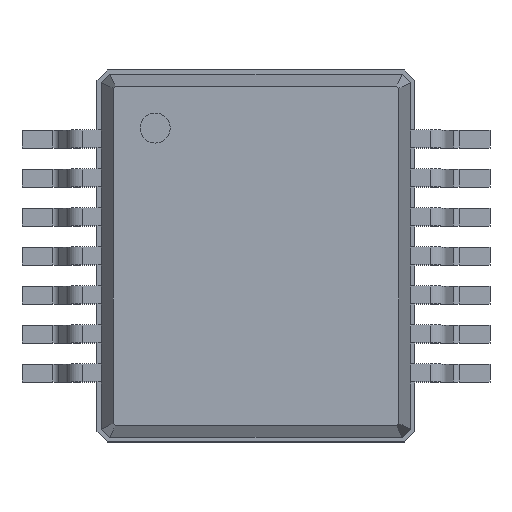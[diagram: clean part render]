
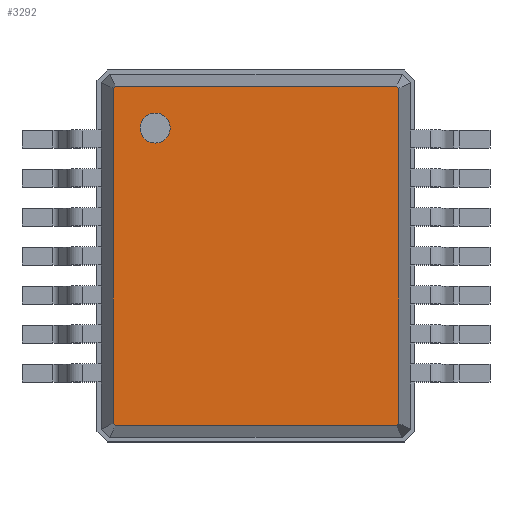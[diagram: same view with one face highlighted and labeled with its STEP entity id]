
A CAD part, top view. The second image highlights one B-rep face of the part: STEP entity #3292.
In plain terms, the highlighted planar face has unit normal (0, 0, 1).
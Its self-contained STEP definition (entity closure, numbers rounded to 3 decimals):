
#27=VECTOR('',#28,1.);
#28=DIRECTION('',(1.,0.,0.));
#51=VECTOR('',#52,1.);
#52=DIRECTION('',(0.707,-0.707,0.));
#58=VECTOR('',#59,1.);
#59=DIRECTION('',(0.,-1.,0.));
#65=VECTOR('',#66,1.);
#66=DIRECTION('',(-0.707,-0.707,0.));
#72=VECTOR('',#73,1.);
#73=DIRECTION('',(-1.,0.,0.));
#79=VECTOR('',#80,1.);
#80=DIRECTION('',(-0.707,0.707,0.));
#86=VECTOR('',#87,1.);
#87=DIRECTION('',(0.,1.,0.));
#91=VECTOR('',#92,1.);
#92=DIRECTION('',(0.707,0.707,0.));
#1040=DIRECTION('',(0.,0.,-1.));
#1099=VERTEX_POINT('',#1100);
#1100=CARTESIAN_POINT('',(-2.381,2.79,2.1));
#1103=EDGE_CURVE('',#1104,#1099,#1106,.T.);
#1104=VERTEX_POINT('',#1105);
#1105=CARTESIAN_POINT('',(-2.381,-2.79,2.1));
#1106=LINE('',#1105,#86);
#1117=VERTEX_POINT('',#1118);
#1118=CARTESIAN_POINT('',(-2.34,2.831,2.1));
#1121=EDGE_CURVE('',#1099,#1117,#1122,.T.);
#1122=LINE('',#1100,#91);
#1131=VERTEX_POINT('',#1132);
#1132=CARTESIAN_POINT('',(2.34,2.831,2.1));
#1135=EDGE_CURVE('',#1117,#1131,#1136,.T.);
#1136=LINE('',#1118,#27);
#1145=VERTEX_POINT('',#1146);
#1146=CARTESIAN_POINT('',(2.381,2.79,2.1));
#1149=EDGE_CURVE('',#1131,#1145,#1150,.T.);
#1150=LINE('',#1132,#51);
#1215=VERTEX_POINT('',#1216);
#1216=CARTESIAN_POINT('',(2.381,-2.79,2.1));
#1219=EDGE_CURVE('',#1145,#1215,#1220,.T.);
#1220=LINE('',#1146,#58);
#3292=ADVANCED_FACE('',(#3293,#3313),#3323,.F.);
#3293=FACE_BOUND('',#3294,.F.);
#3294=EDGE_LOOP('',(#3295,#3296,#3297,#3298,#3303,#3308,#3311,#3312));
#3295=ORIENTED_EDGE('',*,*,#1135,.T.);
#3296=ORIENTED_EDGE('',*,*,#1149,.T.);
#3297=ORIENTED_EDGE('',*,*,#1219,.T.);
#3298=ORIENTED_EDGE('',*,*,#3299,.T.);
#3299=EDGE_CURVE('',#1215,#3300,#3302,.T.);
#3300=VERTEX_POINT('',#3301);
#3301=CARTESIAN_POINT('',(2.34,-2.831,2.1));
#3302=LINE('',#1216,#65);
#3303=ORIENTED_EDGE('',*,*,#3304,.T.);
#3304=EDGE_CURVE('',#3300,#3305,#3307,.T.);
#3305=VERTEX_POINT('',#3306);
#3306=CARTESIAN_POINT('',(-2.34,-2.831,2.1));
#3307=LINE('',#3301,#72);
#3308=ORIENTED_EDGE('',*,*,#3309,.T.);
#3309=EDGE_CURVE('',#3305,#1104,#3310,.T.);
#3310=LINE('',#3306,#79);
#3311=ORIENTED_EDGE('',*,*,#1103,.T.);
#3312=ORIENTED_EDGE('',*,*,#1121,.T.);
#3313=FACE_BOUND('',#3314,.F.);
#3314=EDGE_LOOP('',(#3315));
#3315=ORIENTED_EDGE('',*,*,#3316,.F.);
#3316=EDGE_CURVE('',#3317,#3317,#3319,.T.);
#3317=VERTEX_POINT('',#3318);
#3318=CARTESIAN_POINT('',(-1.681,1.881,2.1));
#3319=CIRCLE('',#3320,0.25);
#3320=AXIS2_PLACEMENT_3D('',#3321,#3322,#59);
#3321=CARTESIAN_POINT('',(-1.681,2.131,2.1));
#3322=DIRECTION('',(0.,-0.,-1.));
#3323=PLANE('',#3324);
#3324=AXIS2_PLACEMENT_3D('',#1118,#1040,#3325);
#3325=DIRECTION('',(0.637,-0.771,0.));
